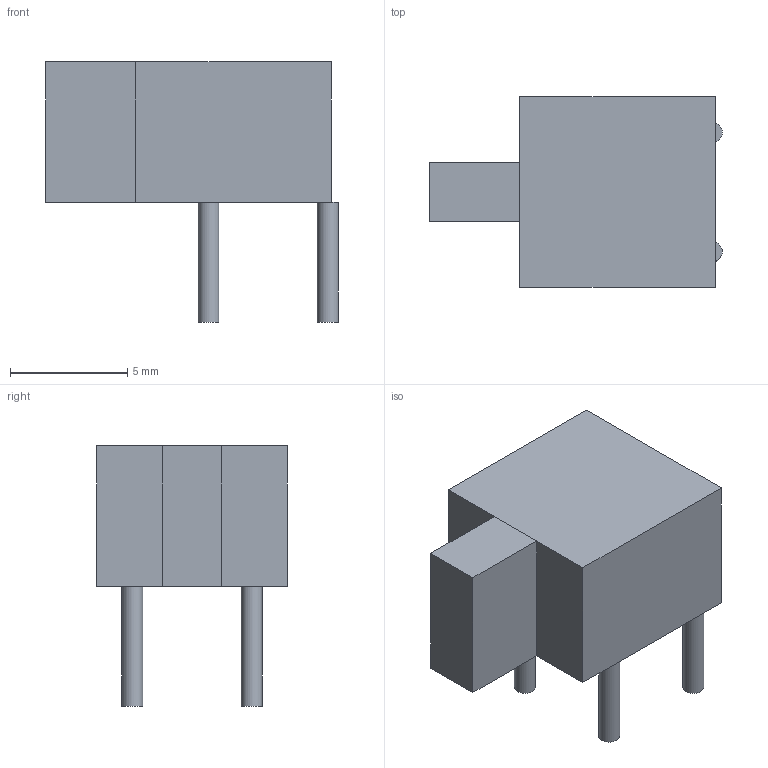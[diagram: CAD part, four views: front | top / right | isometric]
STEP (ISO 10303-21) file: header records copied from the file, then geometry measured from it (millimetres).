
FILE_DESCRIPTION(('FreeCAD Model'),'2;1');
FILE_NAME('1053471.1.1.stp','2022-04-06T11:20:19',( 'Author'),(''),'Open CASCADE STEP processor 6.9','FreeCAD','Unknown' );
FILE_SCHEMA(('AUTOMOTIVE_DESIGN { 1 0 10303 214 1 1 1 1 }'));
Length unit declared in the file: millimetre
Products named in the file (3): ASSEMBLY; Body; Leads
Assembly tree (2 placements, depth 2):
  ASSEMBLY
    Body
    Leads
Bounding box: 12.46 x 8.13 x 11.09 mm (x, y, z)
Volume: 477 mm3; surface area: 490.8 mm2
Topology: 6 solids, 6 shells, 24 faces, 36 edges, 24 vertices
Faces by surface type: plane 20, cylinder 4
Full cylindrical faces by diameter (mm): 0.892 x4
Entity records: 1090 total; most frequent: DIRECTION 170, CARTESIAN_POINT 159, LINE 92, VECTOR 92, ORIENTED_EDGE 72, PCURVE 72, DEFINITIONAL_REPRESENTATION 72, EDGE_CURVE 36
